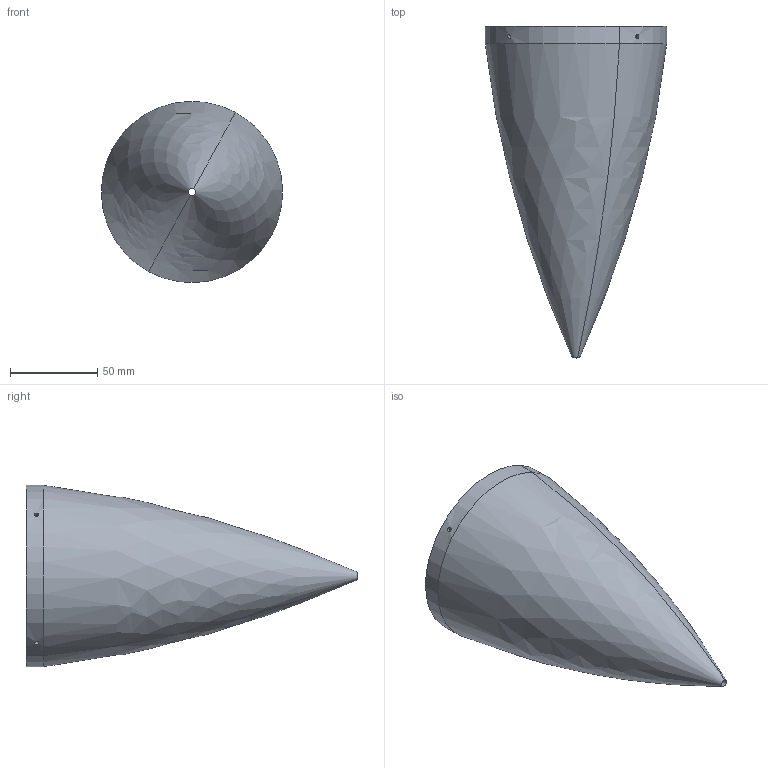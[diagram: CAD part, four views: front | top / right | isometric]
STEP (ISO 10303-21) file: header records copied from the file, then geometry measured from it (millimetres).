
FILE_DESCRIPTION(('CATIA V5 STEP Exchange'),'2;1');
FILE_NAME('Ogive.stp','2019-04-12T16:39:38+00:00',('none'),('none'),'CATIA Version 5 Release 21 GA (IN-10)','CATIA V5 STEP AP203','none');
FILE_SCHEMA(('CONFIG_CONTROL_DESIGN'));
Length unit declared in the file: millimetre
Products named in the file (1): Part1
Bounding box: 103.95 x 190.28 x 103.95 mm (x, y, z)
Volume: 87770.7 mm3; surface area: 79915.4 mm2
Topology: 1 solids, 1 shells, 28 faces, 76 edges, 48 vertices
Faces by surface type: cylinder 14, plane 8, revolution 4, cone 2
Entity records: 10134 total; most frequent: CARTESIAN_POINT 9471, ORIENTED_EDGE 152, DIRECTION 77, EDGE_CURVE 76, VERTEX_POINT 48, AXIS2_PLACEMENT_3D 38, EDGE_LOOP 36, B_SPLINE_CURVE_WITH_KNOTS 31
